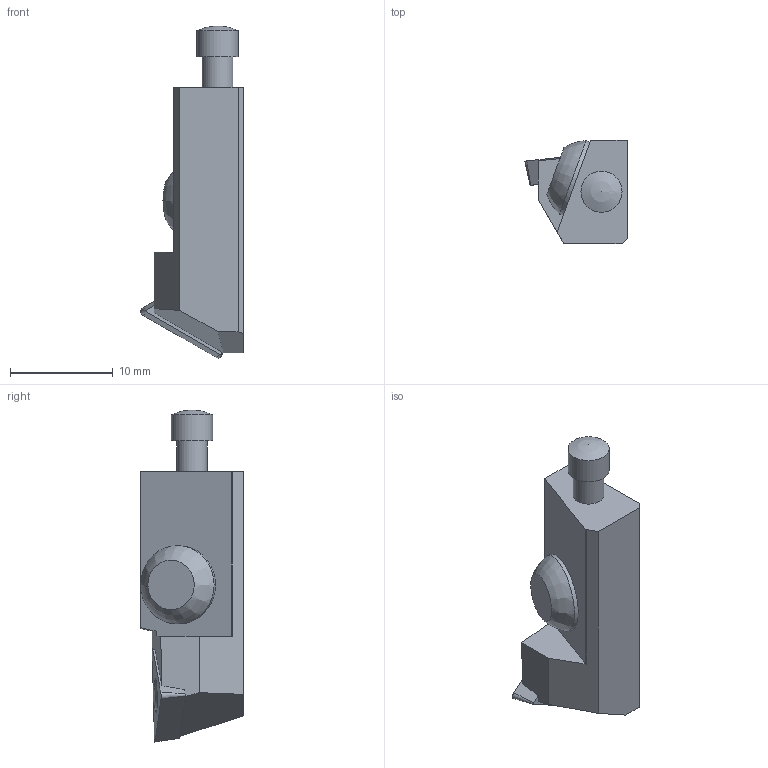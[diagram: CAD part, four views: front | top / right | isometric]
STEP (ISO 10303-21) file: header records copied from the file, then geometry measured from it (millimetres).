
FILE_DESCRIPTION(/* description */ (''),/* implementation_level */ '2;1');
FILE_NAME(/* name */ '1687838325580.stp',/* time_stamp */ '2023-06-27T09:28:54+06:00',/* author */ (''),/* organization */ ('SMS'),/* preprocessor_version */ 'ST-DEVELOPER v16.7',/* originating_system */ 'SIEMENS PLM Software NX 12.0',/* authorisation */ '');
FILE_SCHEMA (('AUTOMOTIVE_DESIGN { 1 0 10303 214 3 1 1 1 }'));
Length unit declared in the file: millimetre
Products named in the file (4): ASSEMBLY_CONSTRUCTION; IsoTurningInsert; 204798183mod000_00; 204798185mod000_00
Assembly tree (3 placements, depth 2):
  204798185mod000_00
    204798183mod000_00
    IsoTurningInsert
    ASSEMBLY_CONSTRUCTION
Bounding box: 9.95 x 10 x 32.29 mm (x, y, z)
Volume: 1526.1 mm3; surface area: 1156.8 mm2
Topology: 2 solids, 2 shells, 46 faces, 113 edges, 82 vertices
Faces by surface type: plane 27, cylinder 6, cone 6, torus 4, sphere 2, bspline 1
Full cylindrical faces by diameter (mm): 2.5 x2, 3 x1, 3.1 x1, 4 x1, 7.6 x1
Entity records: 1450 total; most frequent: CARTESIAN_POINT 265, DIRECTION 229, ORIENTED_EDGE 178, EDGE_CURVE 89, AXIS2_PLACEMENT_3D 84, EDGE_LOOP 67, VERTEX_POINT 66, LINE 61
